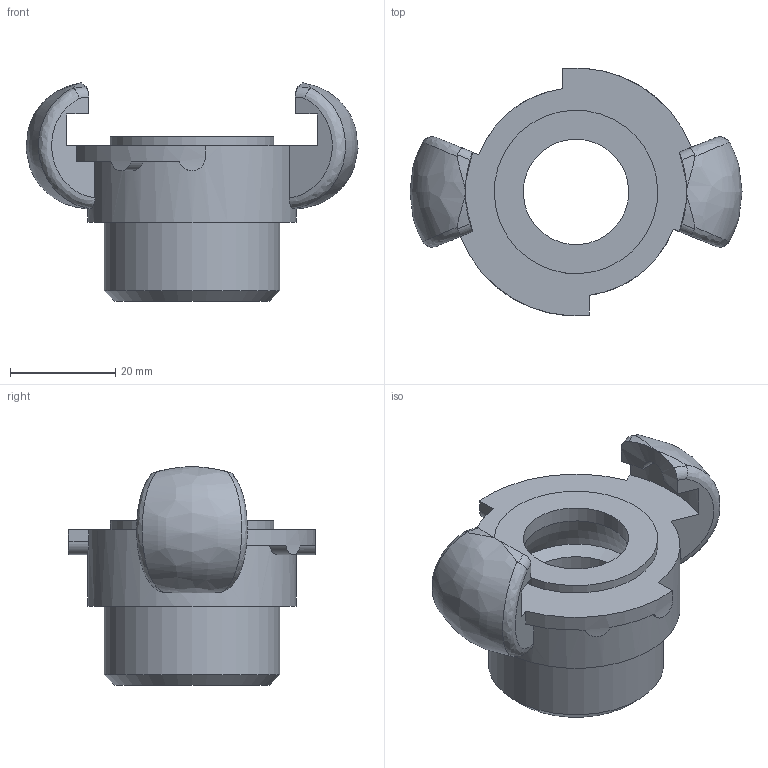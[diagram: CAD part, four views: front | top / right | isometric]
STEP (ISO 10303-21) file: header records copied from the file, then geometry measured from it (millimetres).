
FILE_DESCRIPTION(/* description */ (''),/* implementation_level */ '2;1');
FILE_NAME(/* name */ 'eka_10_v.stp',/* time_stamp */ '2022-09-17T10:33:59+02:00',/* author */ ('meier'),/* organization */ (''),/* preprocessor_version */ 'ST-DEVELOPER v18.1',/* originating_system */ 'Autodesk Inventor 2022',/* authorisation */ '0 mm^3');
FILE_SCHEMA (('AUTOMOTIVE_DESIGN { 1 0 10303 214 3 1 1 }'));
Length unit declared in the file: millimetre
Products named in the file (1): ENG-000601
Bounding box: 62.97 x 47 x 41.41 mm (x, y, z)
Volume: 26861.3 mm3; surface area: 12087.8 mm2
Topology: 1 solids, 2 shells, 62 faces, 161 edges, 107 vertices
Faces by surface type: plane 22, cylinder 21, bspline 6, torus 5, cone 4, sphere 4
Full cylindrical faces by diameter (mm): 20 x1, 21 x1, 28.5 x1, 31 x2, 33.249 x1, 34 x1, 35 x1, 39.5 x1
Entity records: 2786 total; most frequent: CARTESIAN_POINT 1195, ORIENTED_EDGE 322, DIRECTION 281, EDGE_CURVE 161, AXIS2_PLACEMENT_3D 113, VERTEX_POINT 107, EDGE_LOOP 70, STYLED_ITEM 63
